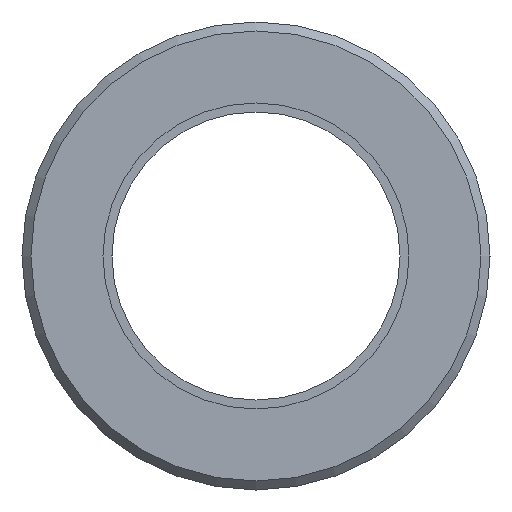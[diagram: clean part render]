
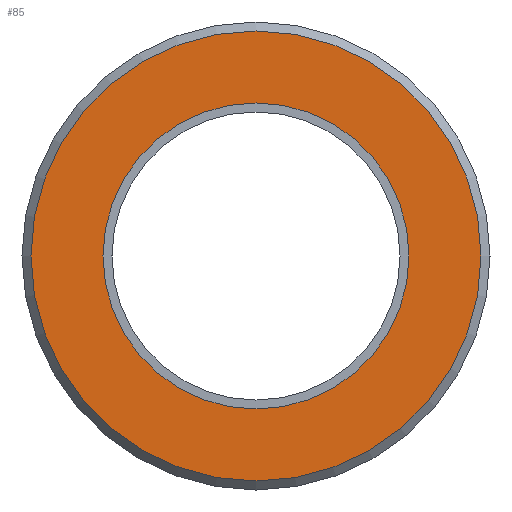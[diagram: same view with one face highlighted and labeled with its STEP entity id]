
A CAD part, left-side view. The second image highlights one B-rep face of the part: STEP entity #85.
In plain terms, the highlighted face is planar.
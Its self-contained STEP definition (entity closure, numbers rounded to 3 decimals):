
#85 = ADVANCED_FACE( '', ( #176, #177 ), #178, .T. );
#176 = FACE_OUTER_BOUND( '', #278, .T. );
#177 = FACE_BOUND( '', #279, .T. );
#178 = PLANE( '', #280 );
#278 = EDGE_LOOP( '', ( #384 ) );
#279 = EDGE_LOOP( '', ( #385 ) );
#280 = AXIS2_PLACEMENT_3D( '', #386, #387, #388 );
#384 = ORIENTED_EDGE( '', *, *, #473, .T. );
#385 = ORIENTED_EDGE( '', *, *, #475, .F. );
#386 = CARTESIAN_POINT( '', ( 68., 8.5, 0. ) );
#387 = DIRECTION( '', ( 1., 0., 0. ) );
#388 = DIRECTION( '', ( 0., 0., -1. ) );
#473 = EDGE_CURVE( '', #520, #520, #521, .T. );
#475 = EDGE_CURVE( '', #523, #523, #524, .T. );
#520 = VERTEX_POINT( '', #586 );
#521 = CIRCLE( '', #587, 12.5 );
#523 = VERTEX_POINT( '', #589 );
#524 = CIRCLE( '', #590, 8.5 );
#586 = CARTESIAN_POINT( '', ( 68., 0., -12.5 ) );
#587 = AXIS2_PLACEMENT_3D( '', #653, #654, #655 );
#589 = CARTESIAN_POINT( '', ( 68., 0., -8.5 ) );
#590 = AXIS2_PLACEMENT_3D( '', #656, #657, #658 );
#653 = CARTESIAN_POINT( '', ( 68., 0., 0. ) );
#654 = DIRECTION( '', ( 1., 0., 0. ) );
#655 = DIRECTION( '', ( 0., 0., -1. ) );
#656 = CARTESIAN_POINT( '', ( 68., 0., 0. ) );
#657 = DIRECTION( '', ( 1., 0., 0. ) );
#658 = DIRECTION( '', ( 0., 0., -1. ) );
